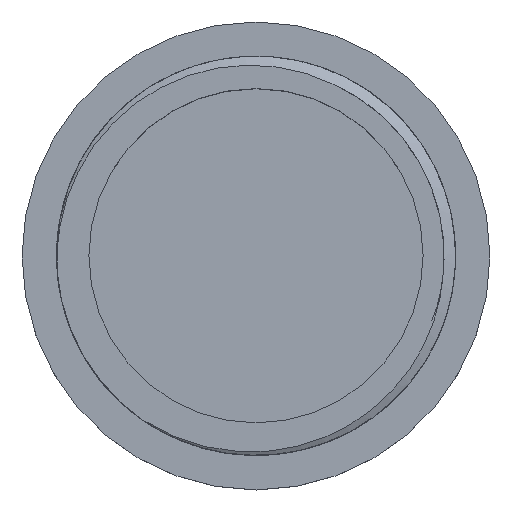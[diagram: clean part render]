
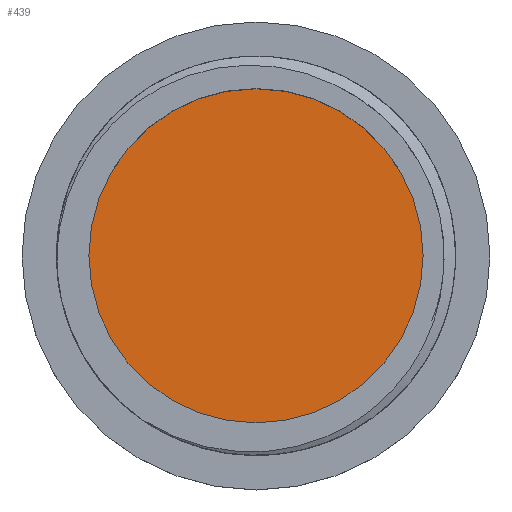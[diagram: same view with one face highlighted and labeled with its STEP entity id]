
A CAD part, top view. The second image highlights one B-rep face of the part: STEP entity #439.
In plain terms, the highlighted planar face has unit normal (0, 0, 1).
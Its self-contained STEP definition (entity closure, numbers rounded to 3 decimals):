
#19=PLANE('',#481);
#39=FACE_OUTER_BOUND('',#65,.T.);
#65=EDGE_LOOP('',(#335));
#79=CIRCLE('',#482,12.5);
#197=VERTEX_POINT('',#1571);
#255=EDGE_CURVE('',#197,#197,#79,.T.);
#335=ORIENTED_EDGE('',*,*,#255,.F.);
#439=ADVANCED_FACE('',(#39),#19,.F.);
#481=AXIS2_PLACEMENT_3D('',#1570,#549,#550);
#482=AXIS2_PLACEMENT_3D('',#1572,#551,#552);
#549=DIRECTION('center_axis',(0.,0.,-1.));
#550=DIRECTION('ref_axis',(1.,0.,0.));
#551=DIRECTION('center_axis',(0.,0.,-1.));
#552=DIRECTION('ref_axis',(1.,0.,0.));
#1570=CARTESIAN_POINT('Origin',(0.,0.,1.));
#1571=CARTESIAN_POINT('',(-12.5,0.,1.));
#1572=CARTESIAN_POINT('Origin',(0.,0.,1.));
